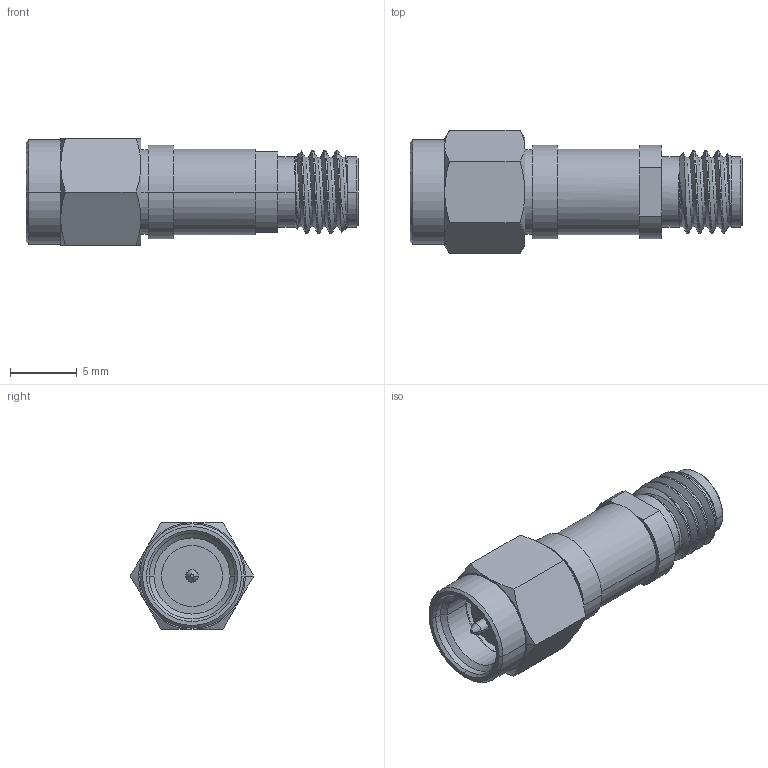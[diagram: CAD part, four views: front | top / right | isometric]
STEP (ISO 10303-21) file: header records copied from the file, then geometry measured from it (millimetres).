
FILE_DESCRIPTION (( 'STEP AP214' ), '1' );
FILE_NAME ('FMAT7608-1_3D.step', '2024-02-07T23:37:05', ( '' ), ( '' ), 'SwSTEP 2.0', 'SolidWorks 2022', '' );
FILE_SCHEMA (( 'AUTOMOTIVE_DESIGN' ));
Length unit declared in the file: inch
Products named in the file (3): FATS-AF10G-12^FMAT7608-1; FMAT7608-1_3D; FATS-AM10G-7^FMAT7608-1
Assembly tree (2 placements, depth 2):
  FMAT7608-1_3D
    FATS-AM10G-7^FMAT7608-1
    FATS-AF10G-12^FMAT7608-1
Bounding box: 24.85 x 9.24 x 8 mm (x, y, z)
Volume: 872.2 mm3; surface area: 966.2 mm2
Topology: 2 solids, 2 shells, 116 faces, 256 edges, 154 vertices
Faces by surface type: cylinder 43, cone 41, plane 27, bspline 5
Entity records: 4645 total; most frequent: CARTESIAN_POINT 2035, DIRECTION 540, ORIENTED_EDGE 512, EDGE_CURVE 256, AXIS2_PLACEMENT_3D 227, VERTEX_POINT 154, EDGE_LOOP 126, FACE_OUTER_BOUND 116
